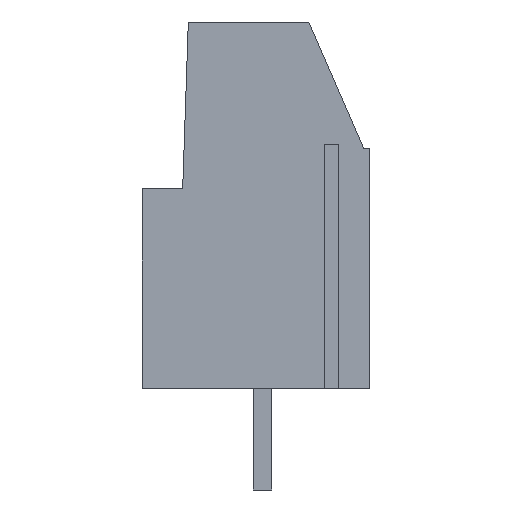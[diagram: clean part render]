
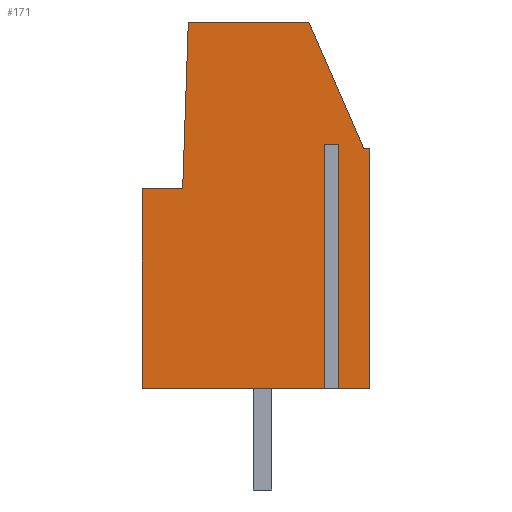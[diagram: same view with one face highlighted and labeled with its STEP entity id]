
A CAD part, left-side view. The second image highlights one B-rep face of the part: STEP entity #171.
In plain terms, the highlighted planar face has unit normal (-1, 0, 0).
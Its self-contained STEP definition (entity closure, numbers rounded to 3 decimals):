
#13=DIRECTION('',(0.,0.,1.));
#21=EDGE_CURVE('',#22,#24,#26,.T.);
#22=VERTEX_POINT('',#23);
#23=CARTESIAN_POINT('',(-2.54,-5.283,0.));
#24=VERTEX_POINT('',#25);
#25=CARTESIAN_POINT('',(-2.54,-3.562,0.));
#26=LINE('',#23,#27);
#27=VECTOR('',#28,1.);
#28=DIRECTION('',(0.,1.,0.));
#35=DIRECTION('',(1.,0.,0.));
#53=VECTOR('',#54,1.);
#54=DIRECTION('',(0.,-1.,0.));
#68=VERTEX_POINT('',#69);
#69=CARTESIAN_POINT('',(-2.54,5.917,0.));
#72=EDGE_CURVE('',#73,#68,#26,.T.);
#73=VERTEX_POINT('',#74);
#74=CARTESIAN_POINT('',(-2.54,-3.205,0.));
#171=ADVANCED_FACE('',(#172),#231,.F.);
#172=FACE_BOUND('',#173,.F.);
#173=EDGE_LOOP('',(#174,#183,#188,#194,#195,#201,#206,#209,#210,#215,#220,#227));
#174=ORIENTED_EDGE('',*,*,#175,.T.);
#175=EDGE_CURVE('',#176,#178,#180,.T.);
#176=VERTEX_POINT('',#177);
#177=CARTESIAN_POINT('',(-2.54,-2.283,18.));
#178=VERTEX_POINT('',#179);
#179=CARTESIAN_POINT('',(-2.54,-4.983,11.8));
#180=LINE('',#177,#181);
#181=VECTOR('',#182,1.);
#182=DIRECTION('',(0.,-0.399,-0.917));
#183=ORIENTED_EDGE('',*,*,#184,.T.);
#184=EDGE_CURVE('',#178,#185,#187,.T.);
#185=VERTEX_POINT('',#186);
#186=CARTESIAN_POINT('',(-2.54,-5.283,11.8));
#187=LINE('',#179,#53);
#188=ORIENTED_EDGE('',*,*,#189,.T.);
#189=EDGE_CURVE('',#185,#22,#190,.T.);
#190=LINE('',#191,#192);
#191=CARTESIAN_POINT('',(-2.54,-5.283,18.));
#192=VECTOR('',#193,1.);
#193=DIRECTION('',(0.,0.,-1.));
#194=ORIENTED_EDGE('',*,*,#21,.T.);
#195=ORIENTED_EDGE('',*,*,#196,.T.);
#196=EDGE_CURVE('',#24,#197,#199,.T.);
#197=VERTEX_POINT('',#198);
#198=CARTESIAN_POINT('',(-2.54,-3.562,12.));
#199=LINE('',#25,#200);
#200=VECTOR('',#13,1.);
#201=ORIENTED_EDGE('',*,*,#202,.T.);
#202=EDGE_CURVE('',#197,#203,#205,.T.);
#203=VERTEX_POINT('',#204);
#204=CARTESIAN_POINT('',(-2.54,-3.205,12.));
#205=LINE('',#198,#27);
#206=ORIENTED_EDGE('',*,*,#207,.F.);
#207=EDGE_CURVE('',#73,#203,#208,.T.);
#208=LINE('',#74,#200);
#209=ORIENTED_EDGE('',*,*,#72,.T.);
#210=ORIENTED_EDGE('',*,*,#211,.T.);
#211=EDGE_CURVE('',#68,#212,#214,.T.);
#212=VERTEX_POINT('',#213);
#213=CARTESIAN_POINT('',(-2.54,5.917,9.8));
#214=LINE('',#69,#200);
#215=ORIENTED_EDGE('',*,*,#216,.F.);
#216=EDGE_CURVE('',#217,#212,#219,.T.);
#217=VERTEX_POINT('',#218);
#218=CARTESIAN_POINT('',(-2.54,3.92,9.8));
#219=LINE('',#218,#27);
#220=ORIENTED_EDGE('',*,*,#221,.F.);
#221=EDGE_CURVE('',#222,#217,#224,.T.);
#222=VERTEX_POINT('',#223);
#223=CARTESIAN_POINT('',(-2.54,3.644,18.));
#224=LINE('',#223,#225);
#225=VECTOR('',#226,1.);
#226=DIRECTION('',(0.,0.034,-0.999));
#227=ORIENTED_EDGE('',*,*,#228,.T.);
#228=EDGE_CURVE('',#222,#176,#229,.T.);
#229=LINE('',#230,#53);
#230=CARTESIAN_POINT('',(-2.54,5.917,18.));
#231=PLANE('',#232);
#232=AXIS2_PLACEMENT_3D('',#233,#35,#234);
#233=CARTESIAN_POINT('',(-2.54,0.317,9.));
#234=DIRECTION('',(-0.,0.,1.));
